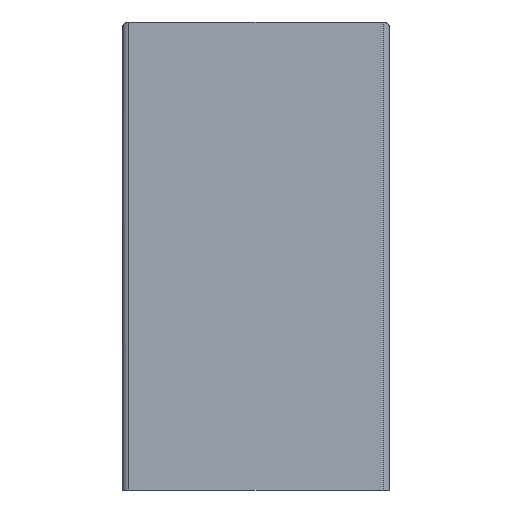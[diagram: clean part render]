
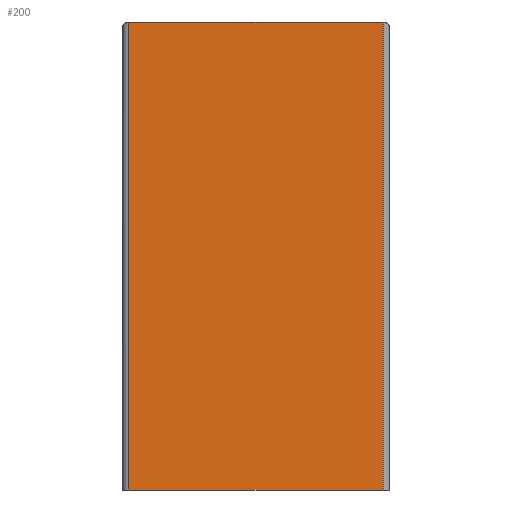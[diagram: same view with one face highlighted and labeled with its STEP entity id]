
A CAD part, front view. The second image highlights one B-rep face of the part: STEP entity #200.
In plain terms, the highlighted planar face has unit normal (0, -1, 0).
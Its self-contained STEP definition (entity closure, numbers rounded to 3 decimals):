
#65 = VECTOR ( 'NONE', #890, 1000. ) ;
#93 = LINE ( 'NONE', #926, #65 ) ;
#125 = CARTESIAN_POINT ( 'NONE',  ( -47.5, -53., 175. ) ) ;
#149 = FACE_OUTER_BOUND ( 'NONE', #351, .T. ) ;
#200 = ADVANCED_FACE ( 'NONE', ( #149 ), #1123, .F. ) ;
#231 = AXIS2_PLACEMENT_3D ( 'NONE', #1168, #1118, #1159 ) ;
#351 = EDGE_LOOP ( 'NONE', ( #699, #701, #705, #713 ) ) ;
#360 = EDGE_CURVE ( 'NONE', #614, #667, #93, .T. ) ;
#519 = VERTEX_POINT ( 'NONE', #125 ) ;
#614 = VERTEX_POINT ( 'NONE', #1506 ) ;
#667 = VERTEX_POINT ( 'NONE', #1504 ) ;
#675 = CARTESIAN_POINT ( 'NONE',  ( 47.5, -53., 175. ) ) ;
#699 = ORIENTED_EDGE ( 'NONE', *, *, #1042, .T. ) ;
#701 = ORIENTED_EDGE ( 'NONE', *, *, #1047, .T. ) ;
#705 = ORIENTED_EDGE ( 'NONE', *, *, #1063, .T. ) ;
#709 = VECTOR ( 'NONE', #1125, 1000. ) ;
#713 = ORIENTED_EDGE ( 'NONE', *, *, #360, .F. ) ;
#720 = LINE ( 'NONE', #1139, #709 ) ;
#729 = LINE ( 'NONE', #1119, #767 ) ;
#758 = LINE ( 'NONE', #1140, #775 ) ;
#767 = VECTOR ( 'NONE', #1117, 1000. ) ;
#775 = VECTOR ( 'NONE', #1144, 1000. ) ;
#890 = DIRECTION ( 'NONE',  ( -1., 0., 0. ) ) ;
#926 = CARTESIAN_POINT ( 'NONE',  ( 50., -53., 0. ) ) ;
#1042 = EDGE_CURVE ( 'NONE', #614, #1465, #758, .T. ) ;
#1047 = EDGE_CURVE ( 'NONE', #1465, #519, #720, .T. ) ;
#1063 = EDGE_CURVE ( 'NONE', #519, #667, #729, .T. ) ;
#1117 = DIRECTION ( 'NONE',  ( 0., 0., -1. ) ) ;
#1118 = DIRECTION ( 'NONE',  ( 0., 1., 0. ) ) ;
#1119 = CARTESIAN_POINT ( 'NONE',  ( -47.5, -53., 1000. ) ) ;
#1123 = PLANE ( 'NONE',  #231 ) ;
#1125 = DIRECTION ( 'NONE',  ( -1., 0., 0. ) ) ;
#1139 = CARTESIAN_POINT ( 'NONE',  ( 50., -53., 175. ) ) ;
#1140 = CARTESIAN_POINT ( 'NONE',  ( 47.5, -53., 1000. ) ) ;
#1144 = DIRECTION ( 'NONE',  ( 0., 0., 1. ) ) ;
#1159 = DIRECTION ( 'NONE',  ( 0., 0., 1. ) ) ;
#1168 = CARTESIAN_POINT ( 'NONE',  ( 0., -53., 1000. ) ) ;
#1465 = VERTEX_POINT ( 'NONE', #675 ) ;
#1504 = CARTESIAN_POINT ( 'NONE',  ( -47.5, -53., 0. ) ) ;
#1506 = CARTESIAN_POINT ( 'NONE',  ( 47.5, -53., 0. ) ) ;
